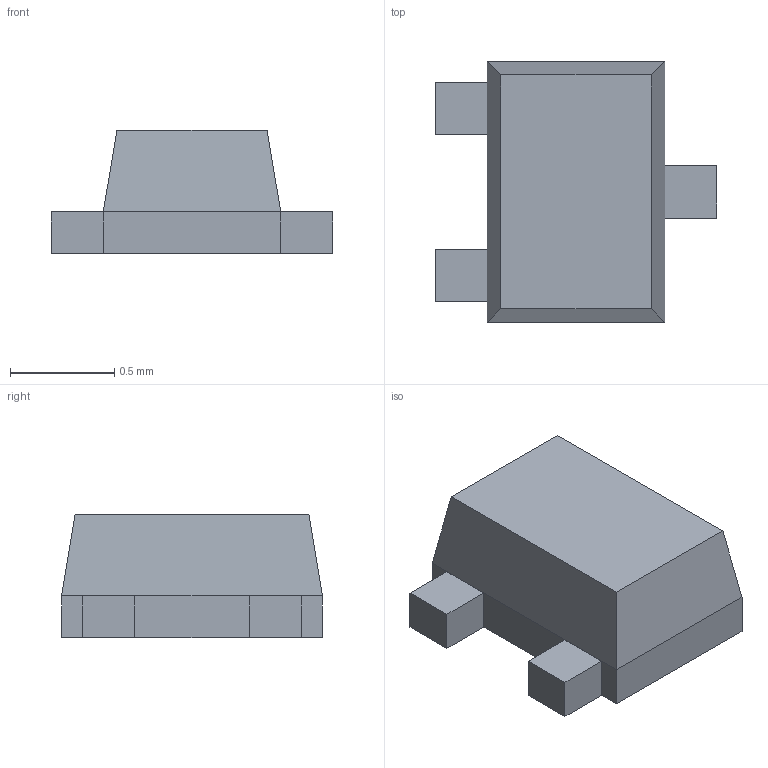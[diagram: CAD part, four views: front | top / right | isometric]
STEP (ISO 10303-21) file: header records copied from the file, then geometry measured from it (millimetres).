
FILE_DESCRIPTION((''),'2;1');
FILE_NAME('SOTFL40P120X59-3N.stp','2012-03-13T15:49:40',(''),(''),'Mechanical Desktop 2011','Mechanical Desktop 2011',', , ');
FILE_SCHEMA(('AUTOMOTIVE_DESIGN { 1 2 10303 214 1 1 1 1 }'));
Length unit declared in the file: millimetre
Products named in the file (1): Product
Bounding box: 1.35 x 1.25 x 0.59 mm (x, y, z)
Volume: 0.6 mm3; surface area: 5.2 mm2
Topology: 4 solids, 4 shells, 28 faces, 56 edges, 36 vertices
Faces by surface type: bspline 18, plane 10
Entity records: 757 total; most frequent: CARTESIAN_POINT 175, ORIENTED_EDGE 112, DIRECTION 78, VECTOR 56, LINE 56, EDGE_CURVE 56, VERTEX_POINT 36, EDGE_LOOP 28
